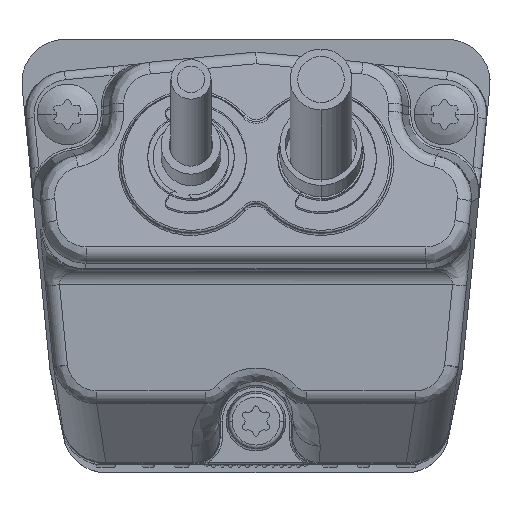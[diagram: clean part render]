
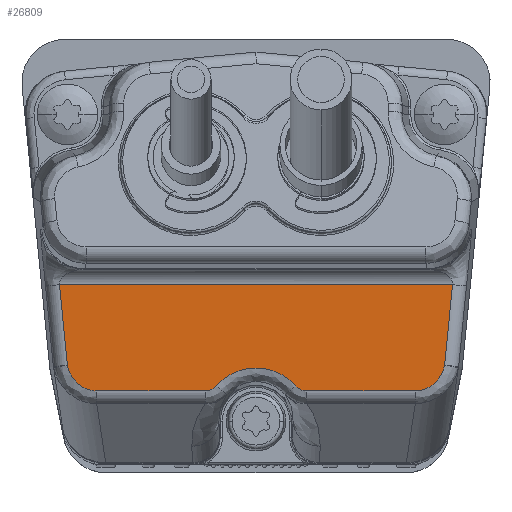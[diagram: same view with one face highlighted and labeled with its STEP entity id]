
A CAD part, top view. The second image highlights one B-rep face of the part: STEP entity #26809.
In plain terms, the highlighted planar face has unit normal (0, -0.035, 0.999).
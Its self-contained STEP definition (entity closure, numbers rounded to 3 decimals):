
#1181=DIRECTION('',(0.194,0.98,0.034));
#1182=VECTOR('',#1181,0.023);
#1183=CARTESIAN_POINT('',(17.407,-9.861,84.891));
#1184=LINE('',#1183,#1182);
#1185=CARTESIAN_POINT('',(14.701,-12.241,84.807));
#1186=CARTESIAN_POINT('',(14.905,-12.24,84.807));
#1187=CARTESIAN_POINT('',(15.306,-12.192,84.809));
#1188=CARTESIAN_POINT('',(15.896,-11.97,84.817));
#1189=CARTESIAN_POINT('',(16.432,-11.607,84.83));
#1190=CARTESIAN_POINT('',(16.883,-11.119,84.847));
#1191=CARTESIAN_POINT('',(17.225,-10.524,84.867));
#1192=CARTESIAN_POINT('',(17.361,-10.091,84.883));
#1193=CARTESIAN_POINT('',(17.407,-9.861,84.891));
#1195=DIRECTION('',(1.,0.,0.));
#1196=VECTOR('',#1195,10.026);
#1197=CARTESIAN_POINT('',(4.674,-12.241,84.807));
#1198=LINE('',#1197,#1196);
#1199=CARTESIAN_POINT('',(3.65,-11.759,84.824));
#1200=CARTESIAN_POINT('',(3.719,-11.836,84.822));
#1201=CARTESIAN_POINT('',(3.866,-11.971,84.817));
#1202=CARTESIAN_POINT('',(4.125,-12.126,84.811));
#1203=CARTESIAN_POINT('',(4.399,-12.22,84.808));
#1204=CARTESIAN_POINT('',(4.582,-12.241,84.807));
#1205=CARTESIAN_POINT('',(4.674,-12.241,84.807));
#1207=CARTESIAN_POINT('',(-3.65,-11.759,
84.824));
#1208=CARTESIAN_POINT('',(-3.383,-11.463,
84.835));
#1209=CARTESIAN_POINT('',(-2.796,-10.951,
84.853));
#1210=CARTESIAN_POINT('',(-1.742,-10.402,
84.872));
#1211=CARTESIAN_POINT('',(-0.592,-10.122,
84.881));
#1212=CARTESIAN_POINT('',(0.592,-10.122,
84.881));
#1213=CARTESIAN_POINT('',(1.742,-10.402,84.872));
#1214=CARTESIAN_POINT('',(2.796,-10.951,84.853));
#1215=CARTESIAN_POINT('',(3.383,-11.463,84.835));
#1216=CARTESIAN_POINT('',(3.65,-11.759,84.824));
#1218=CARTESIAN_POINT('',(-4.674,-12.241,
84.807));
#1219=CARTESIAN_POINT('',(-4.582,-12.241,
84.807));
#1220=CARTESIAN_POINT('',(-4.399,-12.22,
84.808));
#1221=CARTESIAN_POINT('',(-4.125,-12.126,
84.811));
#1222=CARTESIAN_POINT('',(-3.866,-11.971,
84.817));
#1223=CARTESIAN_POINT('',(-3.719,-11.836,
84.822));
#1224=CARTESIAN_POINT('',(-3.65,-11.759,
84.824));
#1226=DIRECTION('',(1.,0.,0.));
#1227=VECTOR('',#1226,10.026);
#1228=CARTESIAN_POINT('',(-14.701,-12.241,
84.807));
#1229=LINE('',#1228,#1227);
#1230=CARTESIAN_POINT('',(-17.407,-9.861,
84.891));
#1231=CARTESIAN_POINT('',(-17.361,-10.091,
84.883));
#1232=CARTESIAN_POINT('',(-17.225,-10.524,
84.867));
#1233=CARTESIAN_POINT('',(-16.883,-11.119,
84.847));
#1234=CARTESIAN_POINT('',(-16.432,-11.607,
84.83));
#1235=CARTESIAN_POINT('',(-15.896,-11.97,
84.817));
#1236=CARTESIAN_POINT('',(-15.306,-12.192,
84.809));
#1237=CARTESIAN_POINT('',(-14.905,-12.24,
84.807));
#1238=CARTESIAN_POINT('',(-14.701,-12.241,
84.807));
#1240=DIRECTION('',(0.194,-0.98,-0.034));
#1241=VECTOR('',#1240,0.023);
#1242=CARTESIAN_POINT('',(-17.411,-9.839,
84.891));
#1243=LINE('',#1242,#1241);
#1244=DIRECTION('',(-1.,0.,0.));
#1245=VECTOR('',#1244,36.27);
#1246=CARTESIAN_POINT('',(18.135,-2.448,85.149));
#1247=LINE('',#1246,#1245);
#1286=DIRECTION('',(0.097,-0.995,-0.035));
#1287=VECTOR('',#1286,7.431);
#1288=CARTESIAN_POINT('',(-18.135,-2.448,
85.149));
#1289=LINE('',#1288,#1287);
#2592=DIRECTION('',(0.097,0.995,0.035));
#2593=VECTOR('',#2592,7.431);
#2594=CARTESIAN_POINT('',(17.411,-9.839,84.891));
#2595=LINE('',#2594,#2593);
#18600=VERTEX_POINT('',#1185);
#18601=VERTEX_POINT('',#1193);
#18602=CARTESIAN_POINT('',(4.674,-12.241,
84.807));
#18603=VERTEX_POINT('',#18602);
#18606=VERTEX_POINT('',#1207);
#18607=VERTEX_POINT('',#1216);
#18610=CARTESIAN_POINT('',(-14.701,-12.241,
84.807));
#18611=CARTESIAN_POINT('',(-4.674,-12.241,
84.807));
#18612=VERTEX_POINT('',#18610);
#18613=VERTEX_POINT('',#18611);
#18618=VERTEX_POINT('',#1230);
#18640=CARTESIAN_POINT('',(18.135,-2.448,
85.149));
#18642=VERTEX_POINT('',#18640);
#18644=CARTESIAN_POINT('',(-18.135,-2.448,
85.149));
#18646=VERTEX_POINT('',#18644);
#18652=CARTESIAN_POINT('',(-17.411,-9.839,
84.891));
#18653=VERTEX_POINT('',#18652);
#18654=CARTESIAN_POINT('',(17.411,-9.839,
84.891));
#18655=VERTEX_POINT('',#18654);
#26780=CARTESIAN_POINT('',(20.756,-1.,85.2));
#26781=DIRECTION('',(0.,0.035,-0.999));
#26782=DIRECTION('',(1.,0.,0.));
#26783=AXIS2_PLACEMENT_3D('',#26780,#26781,#26782);
#26784=PLANE('',#26783);
#26786=ORIENTED_EDGE('',*,*,#26785,.F.);
#26788=ORIENTED_EDGE('',*,*,#26787,.F.);
#26790=ORIENTED_EDGE('',*,*,#26789,.F.);
#26792=ORIENTED_EDGE('',*,*,#26791,.F.);
#26794=ORIENTED_EDGE('',*,*,#26793,.F.);
#26796=ORIENTED_EDGE('',*,*,#26795,.F.);
#26798=ORIENTED_EDGE('',*,*,#26797,.F.);
#26800=ORIENTED_EDGE('',*,*,#26799,.F.);
#26802=ORIENTED_EDGE('',*,*,#26801,.F.);
#26803=ORIENTED_EDGE('',*,*,#26771,.F.);
#26804=ORIENTED_EDGE('',*,*,#26729,.F.);
#26806=ORIENTED_EDGE('',*,*,#26805,.F.);
#26807=EDGE_LOOP('',(#26786,#26788,#26790,#26792,#26794,#26796,#26798,#26800,
#26802,#26803,#26804,#26806));
#26808=FACE_OUTER_BOUND('',#26807,.F.);
#1194=B_SPLINE_CURVE_WITH_KNOTS('',3,(#1185,#1186,#1187,#1188,#1189,#1190,#1191,
#1192,#1193),.UNSPECIFIED.,.F.,.F.,(4,1,1,1,1,1,4),(0.,0.167,
0.333,0.5,0.667,0.833,1.),
.UNSPECIFIED.);
#1206=B_SPLINE_CURVE_WITH_KNOTS('',3,(#1199,#1200,#1201,#1202,#1203,#1204,
#1205),.UNSPECIFIED.,.F.,.F.,(4,1,1,1,4),(0.,0.25,0.5,0.75,1.),
.UNSPECIFIED.);
#1217=B_SPLINE_CURVE_WITH_KNOTS('',3,(#1207,#1208,#1209,#1210,#1211,#1212,#1213,
#1214,#1215,#1216),.UNSPECIFIED.,.F.,.F.,(4,1,1,1,1,1,1,4),(0.,
0.143,0.286,0.429,0.571,
0.714,0.857,1.),.UNSPECIFIED.);
#1225=B_SPLINE_CURVE_WITH_KNOTS('',3,(#1218,#1219,#1220,#1221,#1222,#1223,
#1224),.UNSPECIFIED.,.F.,.F.,(4,1,1,1,4),(0.,0.25,0.5,0.75,1.),
.UNSPECIFIED.);
#1239=B_SPLINE_CURVE_WITH_KNOTS('',3,(#1230,#1231,#1232,#1233,#1234,#1235,#1236,
#1237,#1238),.UNSPECIFIED.,.F.,.F.,(4,1,1,1,1,1,4),(0.,0.167,
0.333,0.5,0.667,0.833,1.),
.UNSPECIFIED.);
#26729=EDGE_CURVE('',#18653,#18618,#1243,.T.);
#26771=EDGE_CURVE('',#18618,#18612,#1239,.T.);
#26785=EDGE_CURVE('',#18642,#18646,#1247,.T.);
#26787=EDGE_CURVE('',#18655,#18642,#2595,.T.);
#26789=EDGE_CURVE('',#18601,#18655,#1184,.T.);
#26791=EDGE_CURVE('',#18600,#18601,#1194,.T.);
#26793=EDGE_CURVE('',#18603,#18600,#1198,.T.);
#26795=EDGE_CURVE('',#18607,#18603,#1206,.T.);
#26797=EDGE_CURVE('',#18606,#18607,#1217,.T.);
#26799=EDGE_CURVE('',#18613,#18606,#1225,.T.);
#26801=EDGE_CURVE('',#18612,#18613,#1229,.T.);
#26805=EDGE_CURVE('',#18646,#18653,#1289,.T.);
#26809=ADVANCED_FACE('',(#26808),#26784,.F.);
